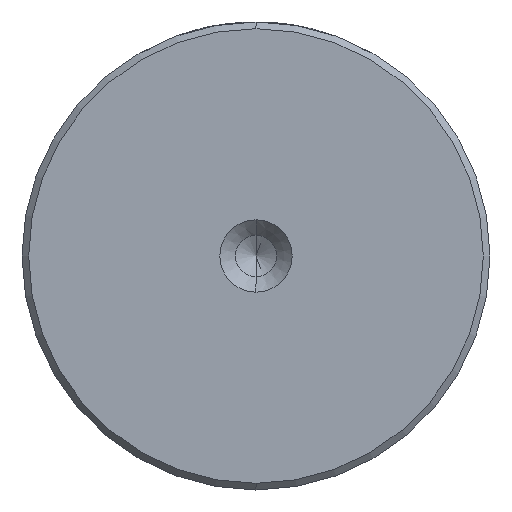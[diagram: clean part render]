
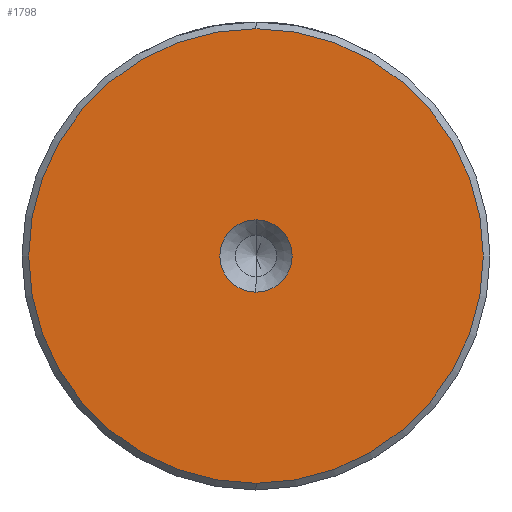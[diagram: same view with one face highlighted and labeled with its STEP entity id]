
A CAD part, left-side view. The second image highlights one B-rep face of the part: STEP entity #1798.
In plain terms, the highlighted planar face has unit normal (-1, 0, 0).
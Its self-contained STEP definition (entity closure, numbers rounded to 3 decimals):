
#51 = VERTEX_POINT ( 'NONE', #2529 ) ;
#333 = CARTESIAN_POINT ( 'NONE',  ( 0., 0., -17. ) ) ;
#345 = EDGE_CURVE ( 'NONE', #1774, #2256, #2576, .T. ) ;
#361 = ORIENTED_EDGE ( 'NONE', *, *, #1134, .T. ) ;
#405 = VERTEX_POINT ( 'NONE', #2563 ) ;
#412 = FACE_BOUND ( 'NONE', #2143, .T. ) ;
#588 = CARTESIAN_POINT ( 'NONE',  ( 0., 0., 0. ) ) ;
#596 = EDGE_LOOP ( 'NONE', ( #1186, #361 ) ) ;
#611 = DIRECTION ( 'NONE',  ( -1., 0., 0. ) ) ;
#663 = AXIS2_PLACEMENT_3D ( 'NONE', #588, #2212, #820 ) ;
#735 = ORIENTED_EDGE ( 'NONE', *, *, #1258, .F. ) ;
#820 = DIRECTION ( 'NONE',  ( 0., 0., 1. ) ) ;
#833 = CARTESIAN_POINT ( 'NONE',  ( 0., 0., 0. ) ) ;
#1082 = DIRECTION ( 'NONE',  ( -1., 0., 0. ) ) ;
#1085 = DIRECTION ( 'NONE',  ( 0., 0., 1. ) ) ;
#1129 = DIRECTION ( 'NONE',  ( 0., 0., 1. ) ) ;
#1134 = EDGE_CURVE ( 'NONE', #2256, #1774, #2586, .T. ) ;
#1186 = ORIENTED_EDGE ( 'NONE', *, *, #345, .T. ) ;
#1225 = CIRCLE ( 'NONE', #2540, 2.7 ) ;
#1258 = EDGE_CURVE ( 'NONE', #51, #405, #1225, .T. ) ;
#1605 = AXIS2_PLACEMENT_3D ( 'NONE', #2275, #2505, #1129 ) ;
#1766 = EDGE_CURVE ( 'NONE', #405, #51, #2340, .T. ) ;
#1774 = VERTEX_POINT ( 'NONE', #333 ) ;
#1792 = AXIS2_PLACEMENT_3D ( 'NONE', #1999, #611, #2230 ) ;
#1798 = ADVANCED_FACE ( 'NONE', ( #2797, #412 ), #2044, .T. ) ;
#1999 = CARTESIAN_POINT ( 'NONE',  ( 0., 0., 0. ) ) ;
#2044 = PLANE ( 'NONE',  #1605 ) ;
#2143 = EDGE_LOOP ( 'NONE', ( #2769, #735 ) ) ;
#2212 = DIRECTION ( 'NONE',  ( -1., 0., 0. ) ) ;
#2230 = DIRECTION ( 'NONE',  ( 0., 0., 1. ) ) ;
#2256 = VERTEX_POINT ( 'NONE', #2373 ) ;
#2275 = CARTESIAN_POINT ( 'NONE',  ( 0., 0., 0. ) ) ;
#2340 = CIRCLE ( 'NONE', #663, 2.7 ) ;
#2373 = CARTESIAN_POINT ( 'NONE',  ( 0., 0., 17. ) ) ;
#2464 = CARTESIAN_POINT ( 'NONE',  ( 0., 0., 0. ) ) ;
#2465 = DIRECTION ( 'NONE',  ( -1., 0., 0. ) ) ;
#2505 = DIRECTION ( 'NONE',  ( -1., 0., 0. ) ) ;
#2529 = CARTESIAN_POINT ( 'NONE',  ( 0., 0., -2.7 ) ) ;
#2540 = AXIS2_PLACEMENT_3D ( 'NONE', #833, #2465, #1085 ) ;
#2563 = CARTESIAN_POINT ( 'NONE',  ( 0., 0., 2.7 ) ) ;
#2576 = CIRCLE ( 'NONE', #2619, 17. ) ;
#2586 = CIRCLE ( 'NONE', #1792, 17. ) ;
#2619 = AXIS2_PLACEMENT_3D ( 'NONE', #2464, #1082, #2688 ) ;
#2688 = DIRECTION ( 'NONE',  ( 0., 0., 1. ) ) ;
#2769 = ORIENTED_EDGE ( 'NONE', *, *, #1766, .F. ) ;
#2797 = FACE_OUTER_BOUND ( 'NONE', #596, .T. ) ;
